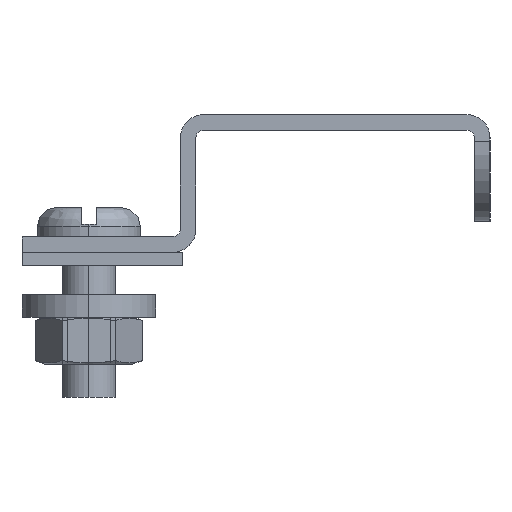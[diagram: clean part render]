
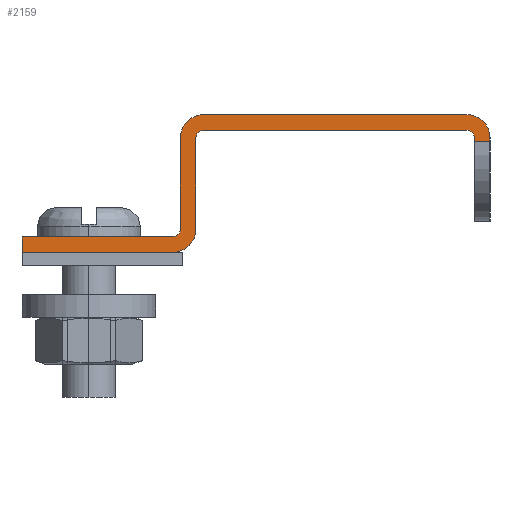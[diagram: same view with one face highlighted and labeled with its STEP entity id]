
A CAD part, left-side view. The second image highlights one B-rep face of the part: STEP entity #2159.
In plain terms, the highlighted planar face has unit normal (-1, 0, 0).
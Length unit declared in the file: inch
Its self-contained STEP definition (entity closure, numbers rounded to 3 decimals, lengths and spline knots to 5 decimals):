
#14 = DIRECTION ( 'NONE',  ( 0., 0., -1. ) ) ;
#21 = EDGE_CURVE ( 'NONE', #637, #2181, #823, .T. ) ;
#23 = ORIENTED_EDGE ( 'NONE', *, *, #1853, .T. ) ;
#24 = CARTESIAN_POINT ( 'NONE',  ( -29.5, 1.094, 0.572 ) ) ;
#32 = LINE ( 'NONE', #1653, #2321 ) ;
#37 = CARTESIAN_POINT ( 'NONE',  ( -29.5, 0.3535, 0.5 ) ) ;
#67 = LINE ( 'NONE', #1789, #431 ) ;
#68 = CARTESIAN_POINT ( 'NONE',  ( -29.5, 0.3895, 0.036 ) ) ;
#84 = PLANE ( 'NONE',  #1706 ) ;
#86 = DIRECTION ( 'NONE',  ( 0., 0., -1. ) ) ;
#93 = VECTOR ( 'NONE', #1792, 39.37008 ) ;
#96 = CARTESIAN_POINT ( 'NONE',  ( -29.5, -0.986, 0.464 ) ) ;
#140 = CARTESIAN_POINT ( 'NONE',  ( -29.5, 0.2455, 0.464 ) ) ;
#141 = VECTOR ( 'NONE', #2720, 39.37008 ) ;
#158 = ORIENTED_EDGE ( 'NONE', *, *, #1875, .T. ) ;
#166 = EDGE_CURVE ( 'NONE', #2560, #1666, #351, .T. ) ;
#209 = LINE ( 'NONE', #297, #141 ) ;
#216 = EDGE_CURVE ( 'NONE', #2560, #2664, #1999, .T. ) ;
#226 = CARTESIAN_POINT ( 'NONE',  ( -29.5, -1.094, 0.5 ) ) ;
#297 = CARTESIAN_POINT ( 'NONE',  ( -29.5, -1.022, 0.5095 ) ) ;
#327 = VERTEX_POINT ( 'NONE', #557 ) ;
#351 = CIRCLE ( 'NONE', #1644, 0.108 ) ;
#383 = EDGE_CURVE ( 'NONE', #690, #1794, #420, .T. ) ;
#400 = CARTESIAN_POINT ( 'NONE',  ( -29.5, 1.094, -0.072 ) ) ;
#420 = LINE ( 'NONE', #37, #93 ) ;
#431 = VECTOR ( 'NONE', #14, 39.37008 ) ;
#443 = VERTEX_POINT ( 'NONE', #1160 ) ;
#474 = AXIS2_PLACEMENT_3D ( 'NONE', #800, #1222, #1438 ) ;
#484 = EDGE_CURVE ( 'NONE', #1794, #1006, #1730, .T. ) ;
#510 = AXIS2_PLACEMENT_3D ( 'NONE', #96, #1658, #86 ) ;
#557 = CARTESIAN_POINT ( 'NONE',  ( -29.5, 1.094, -0.072 ) ) ;
#577 = DIRECTION ( 'NONE',  ( 0., -1., 0. ) ) ;
#588 = CARTESIAN_POINT ( 'NONE',  ( -29.5, 1.094, 0.447 ) ) ;
#590 = ORIENTED_EDGE ( 'NONE', *, *, #383, .T. ) ;
#627 = EDGE_CURVE ( 'NONE', #443, #690, #1980, .T. ) ;
#637 = VERTEX_POINT ( 'NONE', #1379 ) ;
#669 = CIRCLE ( 'NONE', #474, 0.108 ) ;
#677 = EDGE_CURVE ( 'NONE', #1006, #1216, #1830, .T. ) ;
#690 = VERTEX_POINT ( 'NONE', #2719 ) ;
#733 = AXIS2_PLACEMENT_3D ( 'NONE', #140, #828, #798 ) ;
#745 = ORIENTED_EDGE ( 'NONE', *, *, #2060, .T. ) ;
#748 = ORIENTED_EDGE ( 'NONE', *, *, #677, .T. ) ;
#755 = CARTESIAN_POINT ( 'NONE',  ( -29.5, 0.2815, 0.036 ) ) ;
#798 = DIRECTION ( 'NONE',  ( 0., 0., -1. ) ) ;
#800 = CARTESIAN_POINT ( 'NONE',  ( -29.5, 0.3895, 0.036 ) ) ;
#823 = LINE ( 'NONE', #226, #895 ) ;
#828 = DIRECTION ( 'NONE',  ( 1., 0., 0. ) ) ;
#834 = ORIENTED_EDGE ( 'NONE', *, *, #21, .T. ) ;
#872 = EDGE_LOOP ( 'NONE', ( #1735, #1809, #1967, #2849, #590, #2272, #748, #1000, #2161, #1086, #158, #745, #834, #23, #1555, #1070 ) ) ;
#882 = CARTESIAN_POINT ( 'NONE',  ( -29.5, 0.2815, 0.464 ) ) ;
#892 = VERTEX_POINT ( 'NONE', #882 ) ;
#895 = VECTOR ( 'NONE', #1554, 39.37008 ) ;
#930 = DIRECTION ( 'NONE',  ( 0., 0., -1. ) ) ;
#972 = DIRECTION ( 'NONE',  ( 1., 0., 0. ) ) ;
#994 = EDGE_CURVE ( 'NONE', #327, #2577, #1147, .T. ) ;
#1000 = ORIENTED_EDGE ( 'NONE', *, *, #1583, .T. ) ;
#1006 = VERTEX_POINT ( 'NONE', #1078 ) ;
#1050 = VERTEX_POINT ( 'NONE', #1566 ) ;
#1070 = ORIENTED_EDGE ( 'NONE', *, *, #2086, .T. ) ;
#1078 = CARTESIAN_POINT ( 'NONE',  ( -29.5, 0.3895, 0. ) ) ;
#1086 = ORIENTED_EDGE ( 'NONE', *, *, #2611, .T. ) ;
#1091 = VECTOR ( 'NONE', #1965, 39.37008 ) ;
#1114 = VECTOR ( 'NONE', #2532, 39.37008 ) ;
#1147 = LINE ( 'NONE', #400, #1091 ) ;
#1157 = FACE_OUTER_BOUND ( 'NONE', #872, .T. ) ;
#1160 = CARTESIAN_POINT ( 'NONE',  ( -29.5, 0.2455, 0.572 ) ) ;
#1216 = VERTEX_POINT ( 'NONE', #2227 ) ;
#1222 = DIRECTION ( 'NONE',  ( -1., 0., 0. ) ) ;
#1294 = EDGE_CURVE ( 'NONE', #1666, #443, #2743, .T. ) ;
#1311 = VECTOR ( 'NONE', #2470, 39.37008 ) ;
#1379 = CARTESIAN_POINT ( 'NONE',  ( -29.5, 0.2455, 0.5 ) ) ;
#1390 = CARTESIAN_POINT ( 'NONE',  ( -29.5, 0.2455, 0.464 ) ) ;
#1418 = DIRECTION ( 'NONE',  ( 0., 1., 0. ) ) ;
#1438 = DIRECTION ( 'NONE',  ( 0., 0., 1. ) ) ;
#1461 = CARTESIAN_POINT ( 'NONE',  ( -29.5, -1.022, 0.464 ) ) ;
#1464 = VERTEX_POINT ( 'NONE', #1461 ) ;
#1480 = CIRCLE ( 'NONE', #510, 0.036 ) ;
#1515 = CIRCLE ( 'NONE', #733, 0.036 ) ;
#1554 = DIRECTION ( 'NONE',  ( 0., -1., 0. ) ) ;
#1555 = ORIENTED_EDGE ( 'NONE', *, *, #2229, .T. ) ;
#1566 = CARTESIAN_POINT ( 'NONE',  ( -29.5, -1.022, 0.447 ) ) ;
#1583 = EDGE_CURVE ( 'NONE', #1216, #327, #67, .T. ) ;
#1636 = DIRECTION ( 'NONE',  ( 0., 0., 1. ) ) ;
#1644 = AXIS2_PLACEMENT_3D ( 'NONE', #1671, #2295, #2521 ) ;
#1649 = CARTESIAN_POINT ( 'NONE',  ( -29.5, 1.094, 0.5 ) ) ;
#1653 = CARTESIAN_POINT ( 'NONE',  ( -29.5, 0.2815, 0.5 ) ) ;
#1658 = DIRECTION ( 'NONE',  ( 1., 0., 0. ) ) ;
#1666 = VERTEX_POINT ( 'NONE', #2674 ) ;
#1671 = CARTESIAN_POINT ( 'NONE',  ( -29.5, -0.986, 0.464 ) ) ;
#1698 = AXIS2_PLACEMENT_3D ( 'NONE', #1390, #2025, #930 ) ;
#1706 = AXIS2_PLACEMENT_3D ( 'NONE', #1649, #2091, #1636 ) ;
#1730 = CIRCLE ( 'NONE', #2767, 0.036 ) ;
#1735 = ORIENTED_EDGE ( 'NONE', *, *, #216, .F. ) ;
#1789 = CARTESIAN_POINT ( 'NONE',  ( -29.5, 1.094, 0.5 ) ) ;
#1792 = DIRECTION ( 'NONE',  ( 0., 0., -1. ) ) ;
#1794 = VERTEX_POINT ( 'NONE', #2376 ) ;
#1809 = ORIENTED_EDGE ( 'NONE', *, *, #166, .T. ) ;
#1830 = LINE ( 'NONE', #2066, #2594 ) ;
#1853 = EDGE_CURVE ( 'NONE', #2181, #1464, #1480, .T. ) ;
#1860 = CARTESIAN_POINT ( 'NONE',  ( -29.5, -1.094, 0.5095 ) ) ;
#1875 = EDGE_CURVE ( 'NONE', #2147, #892, #32, .T. ) ;
#1965 = DIRECTION ( 'NONE',  ( 0., -1., 0. ) ) ;
#1967 = ORIENTED_EDGE ( 'NONE', *, *, #1294, .T. ) ;
#1980 = CIRCLE ( 'NONE', #1698, 0.108 ) ;
#1999 = LINE ( 'NONE', #1860, #1114 ) ;
#2025 = DIRECTION ( 'NONE',  ( -1., 0., 0. ) ) ;
#2050 = LINE ( 'NONE', #588, #2319 ) ;
#2060 = EDGE_CURVE ( 'NONE', #892, #637, #1515, .T. ) ;
#2066 = CARTESIAN_POINT ( 'NONE',  ( -29.5, 1.094, 0. ) ) ;
#2086 = EDGE_CURVE ( 'NONE', #1050, #2664, #2050, .T. ) ;
#2091 = DIRECTION ( 'NONE',  ( -1., 0., 0. ) ) ;
#2147 = VERTEX_POINT ( 'NONE', #755 ) ;
#2159 = ADVANCED_FACE ( 'NONE', ( #1157 ), #84, .T. ) ;
#2161 = ORIENTED_EDGE ( 'NONE', *, *, #994, .T. ) ;
#2181 = VERTEX_POINT ( 'NONE', #2289 ) ;
#2227 = CARTESIAN_POINT ( 'NONE',  ( -29.5, 1.094, 0. ) ) ;
#2229 = EDGE_CURVE ( 'NONE', #1464, #1050, #209, .T. ) ;
#2272 = ORIENTED_EDGE ( 'NONE', *, *, #484, .T. ) ;
#2289 = CARTESIAN_POINT ( 'NONE',  ( -29.5, -0.986, 0.5 ) ) ;
#2295 = DIRECTION ( 'NONE',  ( -1., 0., 0. ) ) ;
#2319 = VECTOR ( 'NONE', #577, 39.37008 ) ;
#2321 = VECTOR ( 'NONE', #2744, 39.37008 ) ;
#2376 = CARTESIAN_POINT ( 'NONE',  ( -29.5, 0.3535, 0.036 ) ) ;
#2470 = DIRECTION ( 'NONE',  ( 0., 1., 0. ) ) ;
#2521 = DIRECTION ( 'NONE',  ( 0., 0., -1. ) ) ;
#2532 = DIRECTION ( 'NONE',  ( 0., 0., -1. ) ) ;
#2560 = VERTEX_POINT ( 'NONE', #2709 ) ;
#2577 = VERTEX_POINT ( 'NONE', #2716 ) ;
#2594 = VECTOR ( 'NONE', #1418, 39.37008 ) ;
#2611 = EDGE_CURVE ( 'NONE', #2577, #2147, #669, .T. ) ;
#2664 = VERTEX_POINT ( 'NONE', #2754 ) ;
#2674 = CARTESIAN_POINT ( 'NONE',  ( -29.5, -0.986, 0.572 ) ) ;
#2709 = CARTESIAN_POINT ( 'NONE',  ( -29.5, -1.094, 0.464 ) ) ;
#2716 = CARTESIAN_POINT ( 'NONE',  ( -29.5, 0.3895, -0.072 ) ) ;
#2719 = CARTESIAN_POINT ( 'NONE',  ( -29.5, 0.3535, 0.464 ) ) ;
#2720 = DIRECTION ( 'NONE',  ( 0., 0., -1. ) ) ;
#2728 = DIRECTION ( 'NONE',  ( 0., 0., 1. ) ) ;
#2743 = LINE ( 'NONE', #24, #1311 ) ;
#2744 = DIRECTION ( 'NONE',  ( 0., 0., 1. ) ) ;
#2754 = CARTESIAN_POINT ( 'NONE',  ( -29.5, -1.094, 0.447 ) ) ;
#2767 = AXIS2_PLACEMENT_3D ( 'NONE', #68, #972, #2728 ) ;
#2849 = ORIENTED_EDGE ( 'NONE', *, *, #627, .T. ) ;
